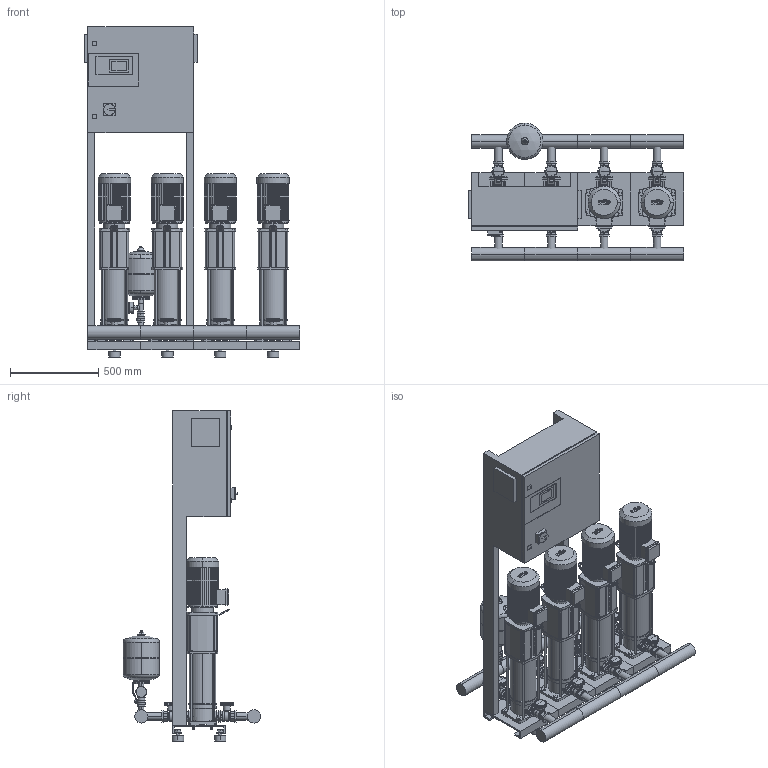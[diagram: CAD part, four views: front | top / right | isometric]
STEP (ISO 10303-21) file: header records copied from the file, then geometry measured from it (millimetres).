
FILE_DESCRIPTION((''),'2;1');
FILE_NAME('3d_CO-4HELIXV609_K_CC-01-2535344.stp','2016-01-25T08:59:17',(''),(''),'Mechanical Desktop 2009','Mechanical Desktop 2009',', , ');
FILE_SCHEMA(('CONFIG_CONTROL_DESIGN'));
Length unit declared in the file: millimetre
Products named in the file (1): Product
Bounding box: 1220 x 780.05 x 1870 mm (x, y, z)
Volume: 201843116.6 mm3; surface area: 10224880.9 mm2
Topology: 162 solids, 162 shells, 6007 faces, 15839 edges, 10440 vertices
Faces by surface type: plane 2966, bspline 1459, cylinder 1352, cone 204, torus 24, sphere 2
Entity records: 194433 total; most frequent: CARTESIAN_POINT 45758, ORIENTED_EDGE 31646, DIRECTION 28407, EDGE_CURVE 15823, VECTOR 11121, LINE 11121, VERTEX_POINT 10434, AXIS2_PLACEMENT_3D 8643
